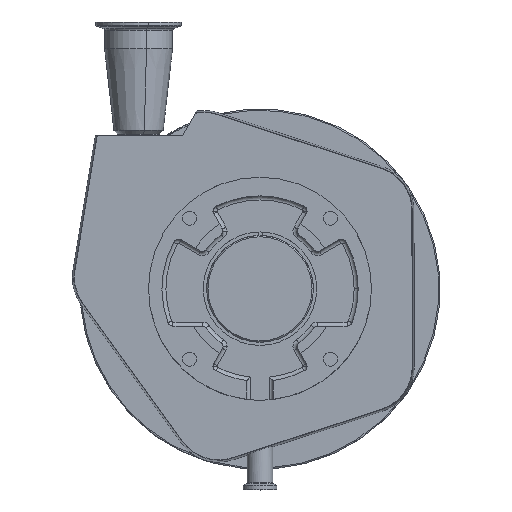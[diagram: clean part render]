
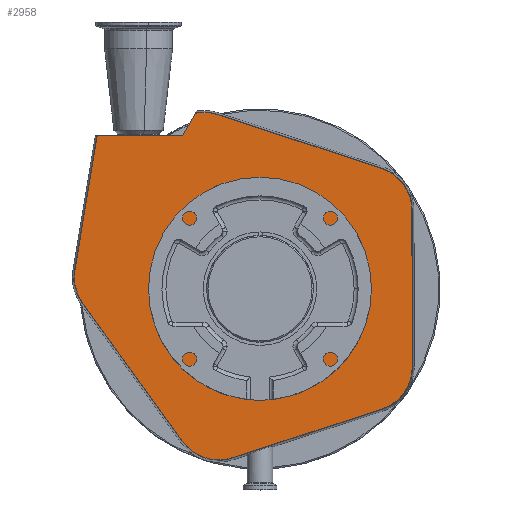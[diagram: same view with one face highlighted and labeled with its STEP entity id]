
A CAD part, top view. The second image highlights one B-rep face of the part: STEP entity #2958.
In plain terms, the highlighted planar face has unit normal (0, 0, 1).
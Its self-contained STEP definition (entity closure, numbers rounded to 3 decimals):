
#4 = VERTEX_POINT ( 'NONE', #9494 ) ;
#137 = DIRECTION ( 'NONE',  ( 0., 0., -1. ) ) ;
#158 = AXIS2_PLACEMENT_3D ( 'NONE', #12469, #137, #4616 ) ;
#336 = LINE ( 'NONE', #3647, #9127 ) ;
#370 = EDGE_LOOP ( 'NONE', ( #10910, #2498, #8571, #2324, #3394, #13360, #6564, #5110, #626, #11084, #2161, #1486, #6010, #10855 ) ) ;
#385 = CIRCLE ( 'NONE', #2025, 33.406 ) ;
#545 = CARTESIAN_POINT ( 'NONE',  ( 80.395, 58.625, -141.5 ) ) ;
#571 = VECTOR ( 'NONE', #835, 1000. ) ;
#626 = ORIENTED_EDGE ( 'NONE', *, *, #2135, .F. ) ;
#632 = AXIS2_PLACEMENT_3D ( 'NONE', #10157, #12431, #7059 ) ;
#835 = DIRECTION ( 'NONE',  ( -0.5, -0.866, 0. ) ) ;
#994 = EDGE_CURVE ( 'NONE', #1470, #6578, #385, .T. ) ;
#1107 = EDGE_CURVE ( 'NONE', #5939, #2595, #6248, .T. ) ;
#1135 = DIRECTION ( 'NONE',  ( 0., -1., 0. ) ) ;
#1176 = AXIS2_PLACEMENT_3D ( 'NONE', #9804, #4015, #7389 ) ;
#1323 = CARTESIAN_POINT ( 'NONE',  ( -36.962, -143.255, -141.5 ) ) ;
#1434 = EDGE_CURVE ( 'NONE', #12152, #2574, #6497, .T. ) ;
#1465 = DIRECTION ( 'NONE',  ( -0.586, 0.811, 0. ) ) ;
#1470 = VERTEX_POINT ( 'NONE', #9044 ) ;
#1486 = ORIENTED_EDGE ( 'NONE', *, *, #6278, .F. ) ;
#1536 = ORIENTED_EDGE ( 'NONE', *, *, #1434, .F. ) ;
#1576 = EDGE_CURVE ( 'NONE', #11241, #1843, #11423, .T. ) ;
#1843 = VERTEX_POINT ( 'NONE', #2289 ) ;
#1903 = CARTESIAN_POINT ( 'NONE',  ( 125.679, 78.915, -141.5 ) ) ;
#1942 = LINE ( 'NONE', #6204, #571 ) ;
#1989 = DIRECTION ( 'NONE',  ( 0., -1., 0. ) ) ;
#2025 = AXIS2_PLACEMENT_3D ( 'NONE', #2320, #8777, #1135 ) ;
#2131 = VECTOR ( 'NONE', #10655, 1000. ) ;
#2132 = VECTOR ( 'NONE', #12992, 1000. ) ;
#2135 = EDGE_CURVE ( 'NONE', #2780, #7284, #10946, .T. ) ;
#2161 = ORIENTED_EDGE ( 'NONE', *, *, #1576, .F. ) ;
#2289 = CARTESIAN_POINT ( 'NONE',  ( 90.922, -90.115, -141.5 ) ) ;
#2291 = CARTESIAN_POINT ( 'NONE',  ( -105.628, 8.87, -141.5 ) ) ;
#2320 = CARTESIAN_POINT ( 'NONE',  ( -42.176, 98.881, -141.5 ) ) ;
#2324 = ORIENTED_EDGE ( 'NONE', *, *, #3795, .F. ) ;
#2498 = ORIENTED_EDGE ( 'NONE', *, *, #13890, .T. ) ;
#2574 = VERTEX_POINT ( 'NONE', #6194 ) ;
#2595 = VERTEX_POINT ( 'NONE', #7215 ) ;
#2684 = DIRECTION ( 'NONE',  ( 0., 0., -1. ) ) ;
#2734 = CIRCLE ( 'NONE', #3439, 4.77 ) ;
#2780 = VERTEX_POINT ( 'NONE', #6099 ) ;
#2958 = ADVANCED_FACE ( 'NONE', ( #5430, #9903 ), #11297, .T. ) ;
#3028 = VERTEX_POINT ( 'NONE', #10342 ) ;
#3357 = VERTEX_POINT ( 'NONE', #3415 ) ;
#3394 = ORIENTED_EDGE ( 'NONE', *, *, #12971, .F. ) ;
#3415 = CARTESIAN_POINT ( 'NONE',  ( -122.265, 112.692, -141.5 ) ) ;
#3439 = AXIS2_PLACEMENT_3D ( 'NONE', #11017, #5148, #1989 ) ;
#3441 = EDGE_CURVE ( 'NONE', #8040, #8944, #10699, .T. ) ;
#3647 = CARTESIAN_POINT ( 'NONE',  ( 0., 115., -141.5 ) ) ;
#3795 = EDGE_CURVE ( 'NONE', #3357, #9671, #2734, .T. ) ;
#4015 = DIRECTION ( 'NONE',  ( 0., 0., 1. ) ) ;
#4616 = DIRECTION ( 'NONE',  ( 0., -1., 0. ) ) ;
#4698 = CARTESIAN_POINT ( 'NONE',  ( -57.994, -114.136, -141.5 ) ) ;
#4906 = ORIENTED_EDGE ( 'NONE', *, *, #5571, .F. ) ;
#5110 = ORIENTED_EDGE ( 'NONE', *, *, #7261, .F. ) ;
#5148 = DIRECTION ( 'NONE',  ( 0., 0., -1. ) ) ;
#5414 = AXIS2_PLACEMENT_3D ( 'NONE', #2291, #13509, #8960 ) ;
#5430 = FACE_BOUND ( 'NONE', #12867, .T. ) ;
#5442 = CIRCLE ( 'NONE', #1176, 55. ) ;
#5571 = EDGE_CURVE ( 'NONE', #2574, #12152, #5442, .T. ) ;
#5641 = DIRECTION ( 'NONE',  ( 0., -1., 0. ) ) ;
#5939 = VERTEX_POINT ( 'NONE', #9695 ) ;
#6005 = AXIS2_PLACEMENT_3D ( 'NONE', #545, #11558, #6122 ) ;
#6010 = ORIENTED_EDGE ( 'NONE', *, *, #3441, .F. ) ;
#6099 = CARTESIAN_POINT ( 'NONE',  ( -20.589, -126.348, -141.5 ) ) ;
#6102 = EDGE_CURVE ( 'NONE', #1843, #2780, #13428, .T. ) ;
#6122 = DIRECTION ( 'NONE',  ( 0., -1., 0. ) ) ;
#6132 = CARTESIAN_POINT ( 'NONE',  ( 90.819, 90.363, -141.5 ) ) ;
#6194 = CARTESIAN_POINT ( 'NONE',  ( 0., -55., -141.5 ) ) ;
#6204 = CARTESIAN_POINT ( 'NONE',  ( -17.519, 185.115, -141.5 ) ) ;
#6248 = CIRCLE ( 'NONE', #14431, 33.406 ) ;
#6278 = EDGE_CURVE ( 'NONE', #8944, #11241, #10427, .T. ) ;
#6365 = VECTOR ( 'NONE', #14083, 1000. ) ;
#6497 = CIRCLE ( 'NONE', #632, 55. ) ;
#6564 = ORIENTED_EDGE ( 'NONE', *, *, #1107, .F. ) ;
#6578 = VERTEX_POINT ( 'NONE', #11649 ) ;
#6611 = CARTESIAN_POINT ( 'NONE',  ( -121.194, 115., -141.5 ) ) ;
#7059 = DIRECTION ( 'NONE',  ( 0., -1., 0. ) ) ;
#7078 = CARTESIAN_POINT ( 'NONE',  ( -105.628, 8.87, -141.5 ) ) ;
#7215 = CARTESIAN_POINT ( 'NONE',  ( -139.035, 8.87, -141.5 ) ) ;
#7261 = EDGE_CURVE ( 'NONE', #7284, #5939, #10278, .T. ) ;
#7284 = VERTEX_POINT ( 'NONE', #4698 ) ;
#7389 = DIRECTION ( 'NONE',  ( 0., -1., 0. ) ) ;
#7397 = EDGE_CURVE ( 'NONE', #6578, #8040, #8511, .T. ) ;
#7662 = AXIS2_PLACEMENT_3D ( 'NONE', #9408, #14034, #11767 ) ;
#8040 = VERTEX_POINT ( 'NONE', #6132 ) ;
#8508 = VECTOR ( 'NONE', #14298, 1000. ) ;
#8511 = LINE ( 'NONE', #1903, #2132 ) ;
#8571 = ORIENTED_EDGE ( 'NONE', *, *, #9133, .T. ) ;
#8777 = DIRECTION ( 'NONE',  ( 0., 0., -1. ) ) ;
#8944 = VERTEX_POINT ( 'NONE', #9664 ) ;
#8960 = DIRECTION ( 'NONE',  ( 0., -1., 0. ) ) ;
#9044 = CARTESIAN_POINT ( 'NONE',  ( -48.352, 131.711, -141.5 ) ) ;
#9127 = VECTOR ( 'NONE', #9130, 1000. ) ;
#9130 = DIRECTION ( 'NONE',  ( -1., 0., 0. ) ) ;
#9133 = EDGE_CURVE ( 'NONE', #4, #9671, #336, .T. ) ;
#9408 = CARTESIAN_POINT ( 'NONE',  ( 80.599, -58.344, -141.5 ) ) ;
#9494 = CARTESIAN_POINT ( 'NONE',  ( -58., 115., -141.5 ) ) ;
#9664 = CARTESIAN_POINT ( 'NONE',  ( 113.801, 58.683, -141.5 ) ) ;
#9671 = VERTEX_POINT ( 'NONE', #6611 ) ;
#9695 = CARTESIAN_POINT ( 'NONE',  ( -132.709, -10.69, -141.5 ) ) ;
#9731 = EDGE_CURVE ( 'NONE', #2595, #3028, #10078, .T. ) ;
#9804 = CARTESIAN_POINT ( 'NONE',  ( 0., 0., -141.5 ) ) ;
#9819 = CARTESIAN_POINT ( 'NONE',  ( -144.448, -21.005, -141.5 ) ) ;
#9903 = FACE_OUTER_BOUND ( 'NONE', #370, .T. ) ;
#10078 = CIRCLE ( 'NONE', #5414, 33.406 ) ;
#10132 = CARTESIAN_POINT ( 'NONE',  ( 90.922, -90.115, -141.5 ) ) ;
#10157 = CARTESIAN_POINT ( 'NONE',  ( 0., 0., -141.5 ) ) ;
#10278 = LINE ( 'NONE', #1323, #11082 ) ;
#10342 = CARTESIAN_POINT ( 'NONE',  ( -138.584, 14.338, -141.5 ) ) ;
#10427 = LINE ( 'NONE', #10725, #6365 ) ;
#10631 = CARTESIAN_POINT ( 'NONE',  ( 0., 55., -141.5 ) ) ;
#10655 = DIRECTION ( 'NONE',  ( -0.951, -0.309, 0. ) ) ;
#10699 = CIRCLE ( 'NONE', #6005, 33.406 ) ;
#10725 = CARTESIAN_POINT ( 'NONE',  ( 114.005, -58.286, -141.5 ) ) ;
#10855 = ORIENTED_EDGE ( 'NONE', *, *, #7397, .F. ) ;
#10910 = ORIENTED_EDGE ( 'NONE', *, *, #994, .F. ) ;
#10946 = CIRCLE ( 'NONE', #158, 33.406 ) ;
#11017 = CARTESIAN_POINT ( 'NONE',  ( -117.56, 111.911, -141.5 ) ) ;
#11082 = VECTOR ( 'NONE', #1465, 1000. ) ;
#11084 = ORIENTED_EDGE ( 'NONE', *, *, #6102, .F. ) ;
#11241 = VERTEX_POINT ( 'NONE', #11394 ) ;
#11297 = PLANE ( 'NONE',  #13258 ) ;
#11394 = CARTESIAN_POINT ( 'NONE',  ( 114.005, -58.286, -141.5 ) ) ;
#11423 = CIRCLE ( 'NONE', #7662, 33.406 ) ;
#11425 = DIRECTION ( 'NONE',  ( 0., -1., 0. ) ) ;
#11558 = DIRECTION ( 'NONE',  ( 0., 0., -1. ) ) ;
#11649 = CARTESIAN_POINT ( 'NONE',  ( -31.752, 130.619, -141.5 ) ) ;
#11767 = DIRECTION ( 'NONE',  ( 0., -1., 0. ) ) ;
#12152 = VERTEX_POINT ( 'NONE', #10631 ) ;
#12431 = DIRECTION ( 'NONE',  ( 0., 0., 1. ) ) ;
#12469 = CARTESIAN_POINT ( 'NONE',  ( -30.912, -94.576, -141.5 ) ) ;
#12620 = DIRECTION ( 'NONE',  ( 0., 0., 1. ) ) ;
#12867 = EDGE_LOOP ( 'NONE', ( #4906, #1536 ) ) ;
#12971 = EDGE_CURVE ( 'NONE', #3028, #3357, #14436, .T. ) ;
#12992 = DIRECTION ( 'NONE',  ( 0.95, -0.312, 0. ) ) ;
#13258 = AXIS2_PLACEMENT_3D ( 'NONE', #13779, #12620, #5641 ) ;
#13360 = ORIENTED_EDGE ( 'NONE', *, *, #9731, .F. ) ;
#13428 = LINE ( 'NONE', #10132, #2131 ) ;
#13509 = DIRECTION ( 'NONE',  ( 0., 0., -1. ) ) ;
#13779 = CARTESIAN_POINT ( 'NONE',  ( 0., 175., -141.5 ) ) ;
#13890 = EDGE_CURVE ( 'NONE', #1470, #4, #1942, .T. ) ;
#14034 = DIRECTION ( 'NONE',  ( 0., 0., -1. ) ) ;
#14083 = DIRECTION ( 'NONE',  ( 0.002, -1., 0. ) ) ;
#14298 = DIRECTION ( 'NONE',  ( 0.164, 0.987, 0. ) ) ;
#14431 = AXIS2_PLACEMENT_3D ( 'NONE', #7078, #2684, #11425 ) ;
#14436 = LINE ( 'NONE', #9819, #8508 ) ;
